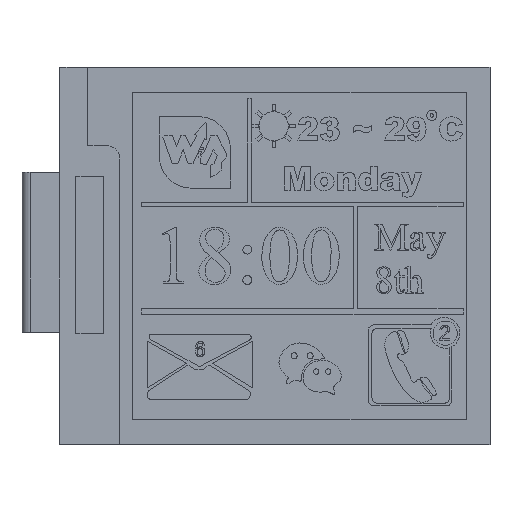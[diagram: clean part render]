
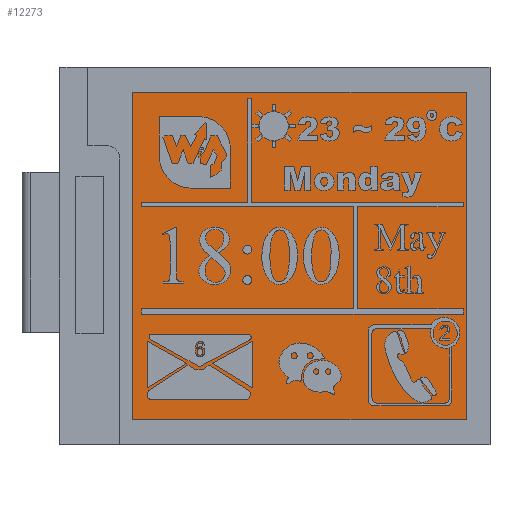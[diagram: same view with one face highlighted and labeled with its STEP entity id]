
A CAD part, top view. The second image highlights one B-rep face of the part: STEP entity #12273.
In plain terms, the highlighted planar face has unit normal (0, 0, 1).
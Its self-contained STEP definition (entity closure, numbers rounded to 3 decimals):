
#983=LINE('',#23373,#2236);
#985=LINE('',#23377,#2238);
#987=LINE('',#23381,#2240);
#989=LINE('',#23385,#2242);
#2236=VECTOR('',#17815,1000.);
#2238=VECTOR('',#17819,1000.);
#2240=VECTOR('',#17823,1000.);
#2242=VECTOR('',#17827,1000.);
#2981=PLANE('',#15873);
#5084=ORIENTED_EDGE('',*,*,#7679,.F.);
#5085=ORIENTED_EDGE('',*,*,#7685,.F.);
#5086=ORIENTED_EDGE('',*,*,#7683,.F.);
#5087=ORIENTED_EDGE('',*,*,#7681,.F.);
#7679=EDGE_CURVE('',#9099,#9100,#983,.T.);
#7681=EDGE_CURVE('',#9100,#9101,#985,.T.);
#7683=EDGE_CURVE('',#9101,#9102,#987,.T.);
#7685=EDGE_CURVE('',#9102,#9099,#989,.T.);
#9099=VERTEX_POINT('',#23372);
#9100=VERTEX_POINT('',#23374);
#9101=VERTEX_POINT('',#23378);
#9102=VERTEX_POINT('',#23382);
#10469=EDGE_LOOP('',(#5084,#5085,#5086,#5087));
#11332=FACE_BOUND('',#10469,.T.);
#12273=ADVANCED_FACE('',(#11332),#2981,.F.);
#15873=AXIS2_PLACEMENT_3D('',#23386,#17828,#17829);
#17815=DIRECTION('',(0.,1.,0.));
#17819=DIRECTION('',(1.,0.,0.));
#17823=DIRECTION('',(0.,-1.,0.));
#17827=DIRECTION('',(-1.,0.,0.));
#17828=DIRECTION('',(0.,0.,-1.));
#17829=DIRECTION('',(-1.,0.,0.));
#23372=CARTESIAN_POINT('',(-12.014,-13.805,1.013));
#23373=CARTESIAN_POINT('',(-12.014,-13.805,1.013));
#23374=CARTESIAN_POINT('',(-12.014,13.805,1.013));
#23377=CARTESIAN_POINT('',(-12.014,13.805,1.013));
#23378=CARTESIAN_POINT('',(16.154,13.805,1.013));
#23381=CARTESIAN_POINT('',(16.154,13.805,1.013));
#23382=CARTESIAN_POINT('',(16.154,-13.805,1.013));
#23385=CARTESIAN_POINT('',(16.154,-13.805,1.013));
#23386=CARTESIAN_POINT('',(0.,0.,1.013));
